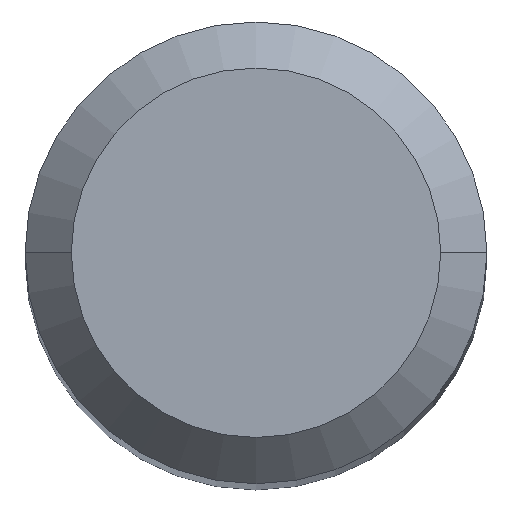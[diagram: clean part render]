
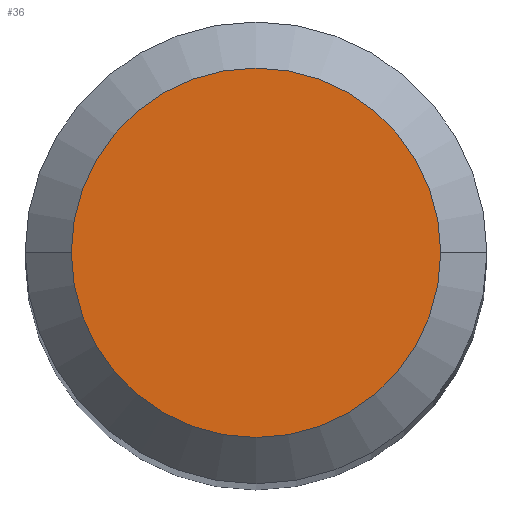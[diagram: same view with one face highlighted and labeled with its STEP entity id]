
A CAD part, top view. The second image highlights one B-rep face of the part: STEP entity #36.
In plain terms, the highlighted planar face has unit normal (0, 0, 1).
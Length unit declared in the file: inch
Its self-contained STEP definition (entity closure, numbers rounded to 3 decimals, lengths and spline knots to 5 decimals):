
#2 = AXIS2_PLACEMENT_3D ( 'NONE', #170, #251, #319 ) ;
#12 = DIRECTION ( 'NONE',  ( 0., 0., -1. ) ) ;
#36 = ADVANCED_FACE ( 'NONE', ( #383 ), #47, .F. ) ;
#41 = CIRCLE ( 'NONE', #2, 0.063 ) ;
#47 = PLANE ( 'NONE',  #221 ) ;
#51 = CARTESIAN_POINT ( 'NONE',  ( 0.063, 0., 0. ) ) ;
#75 = EDGE_LOOP ( 'NONE', ( #352, #83 ) ) ;
#83 = ORIENTED_EDGE ( 'NONE', *, *, #98, .T. ) ;
#94 = VERTEX_POINT ( 'NONE', #97 ) ;
#97 = CARTESIAN_POINT ( 'NONE',  ( -0.063, 0., 0. ) ) ;
#98 = EDGE_CURVE ( 'NONE', #187, #94, #41, .T. ) ;
#121 = CIRCLE ( 'NONE', #388, 0.063 ) ;
#133 = CARTESIAN_POINT ( 'NONE',  ( 0., 0., 0. ) ) ;
#159 = DIRECTION ( 'NONE',  ( -1., 0., 0. ) ) ;
#170 = CARTESIAN_POINT ( 'NONE',  ( 0., 0., 0. ) ) ;
#187 = VERTEX_POINT ( 'NONE', #51 ) ;
#221 = AXIS2_PLACEMENT_3D ( 'NONE', #347, #12, #159 ) ;
#251 = DIRECTION ( 'NONE',  ( 0., 0., 1. ) ) ;
#278 = DIRECTION ( 'NONE',  ( 1., 0., 0. ) ) ;
#319 = DIRECTION ( 'NONE',  ( 1., 0., 0. ) ) ;
#347 = CARTESIAN_POINT ( 'NONE',  ( 0., 0., 0. ) ) ;
#352 = ORIENTED_EDGE ( 'NONE', *, *, #372, .T. ) ;
#372 = EDGE_CURVE ( 'NONE', #94, #187, #121, .T. ) ;
#383 = FACE_OUTER_BOUND ( 'NONE', #75, .T. ) ;
#388 = AXIS2_PLACEMENT_3D ( 'NONE', #133, #462, #278 ) ;
#462 = DIRECTION ( 'NONE',  ( 0., 0., 1. ) ) ;
